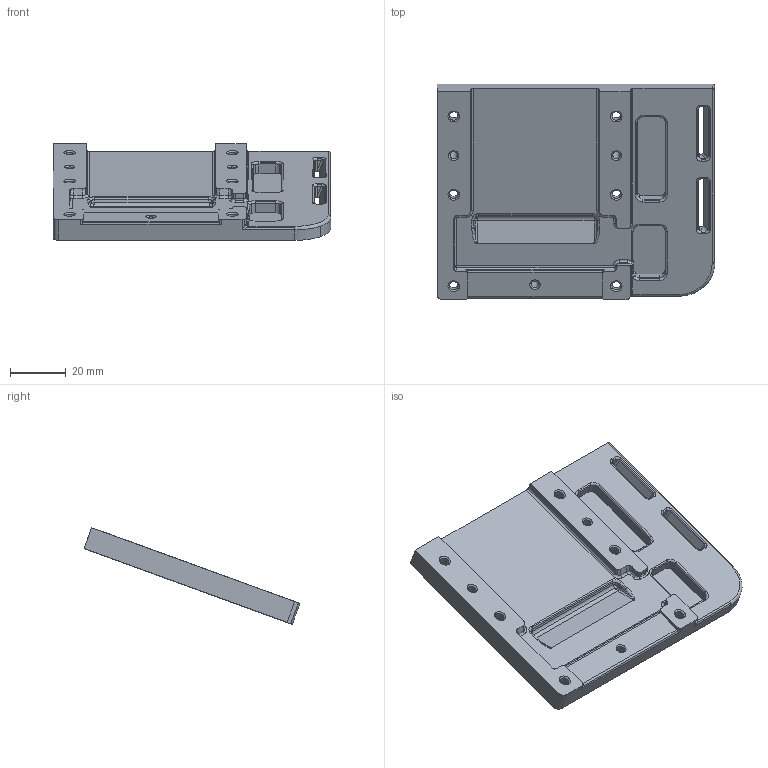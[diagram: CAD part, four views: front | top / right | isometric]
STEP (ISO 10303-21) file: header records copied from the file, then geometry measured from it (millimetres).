
FILE_DESCRIPTION(('STEP AP214'),'1');
FILE_NAME('Baseplate_front.stp','2024-01-30T08:41:45',(' '),(' '),'Spatial InterOp 3D',' ',' ');
FILE_SCHEMA(('AUTOMOTIVE_DESIGN { 1 0 10303 214 1 1 1 1 }'));
Length unit declared in the file: metre
Products named in the file (1): Baseplate_front
Bounding box: 100 x 77.66 x 34.79 mm (x, y, z)
Volume: 40111.1 mm3; surface area: 20263.6 mm2
Topology: 1 solids, 1 shells, 301 faces, 760 edges, 461 vertices
Faces by surface type: cylinder 176, plane 50, cone 36, torus 20, bspline 17, sphere 2
Entity records: 15247 total; most frequent: CARTESIAN_POINT 7790, DIRECTION 1682, ORIENTED_EDGE 1510, EDGE_CURVE 755, AXIS2_PLACEMENT_3D 675, VERTEX_POINT 461, CIRCLE 334, LINE 332
